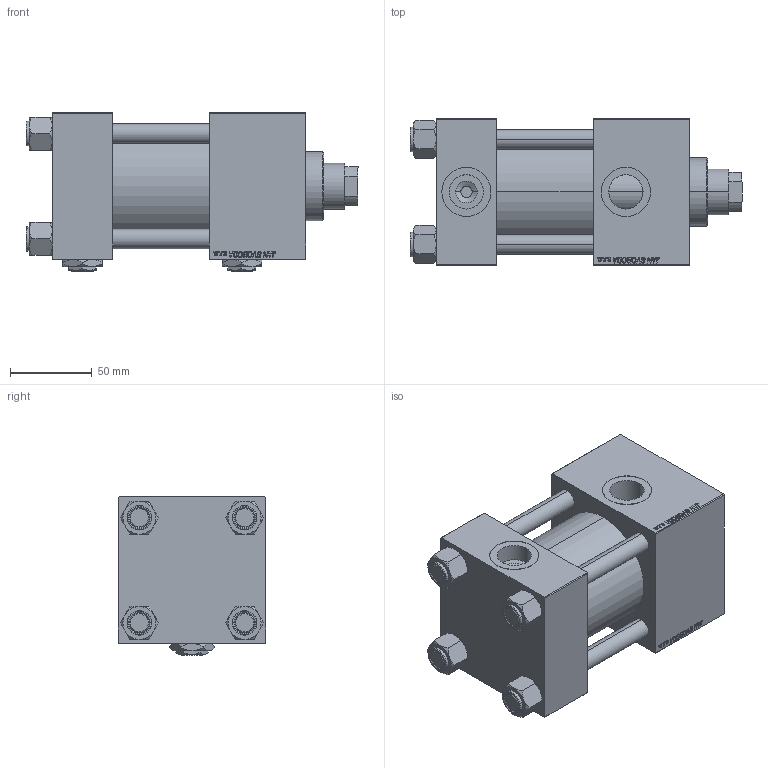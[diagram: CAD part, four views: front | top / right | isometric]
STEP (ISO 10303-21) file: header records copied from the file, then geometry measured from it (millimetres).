
FILE_DESCRIPTION (( 'STEP AP203' ), '1' );
FILE_NAME ('f56c.STEP', '2023-10-27T07:03:04', ( '' ), ( '' ), 'SwSTEP 2.0', 'SolidWorks 2019', '' );
FILE_SCHEMA (( 'CONFIG_CONTROL_DESIGN' ));
Length unit declared in the file: millimetre
Products named in the file (7): NUT_M5_V215CD_C 0630f80e513c5cf57f0f5cdd8f777725; V215CD_C_TYCINKA 0630f80e513c5cf57f0f5cdd8f777725; f56c; V215CD_VCP_C 0630f80e513c5cf57f0f5cdd8f777725; V215CD_Body_C 0630f80e513c5cf57f0f5cdd8f777725; V215CD_VC_C 0630f80e513c5cf57f0f5cdd8f777725; Zatka_pro_OIL_PORT 0630f80e513c5cf57f0f5cdd8f777725
Assembly tree (13 placements, depth 2):
  f56c
    V215CD_Body_C 0630f80e513c5cf57f0f5cdd8f777725
    V215CD_VC_C 0630f80e513c5cf57f0f5cdd8f777725
    V215CD_VCP_C 0630f80e513c5cf57f0f5cdd8f777725
    V215CD_C_TYCINKA 0630f80e513c5cf57f0f5cdd8f777725  x4
    NUT_M5_V215CD_C 0630f80e513c5cf57f0f5cdd8f777725  x4
    Zatka_pro_OIL_PORT 0630f80e513c5cf57f0f5cdd8f777725  x2
Bounding box: 203 x 90 x 97 mm (x, y, z)
Volume: 940482.8 mm3; surface area: 183915.4 mm2
Topology: 13 solids, 13 shells, 1250 faces, 3110 edges, 2007 vertices
Faces by surface type: plane 574, bspline 392, cone 178, cylinder 98, torus 8
Entity records: 52304 total; most frequent: CARTESIAN_POINT 27771, ORIENTED_EDGE 5520, DIRECTION 3554, EDGE_CURVE 2760, VERTEX_POINT 1805, VECTOR 1640, LINE 1640, EDGE_LOOP 1223
